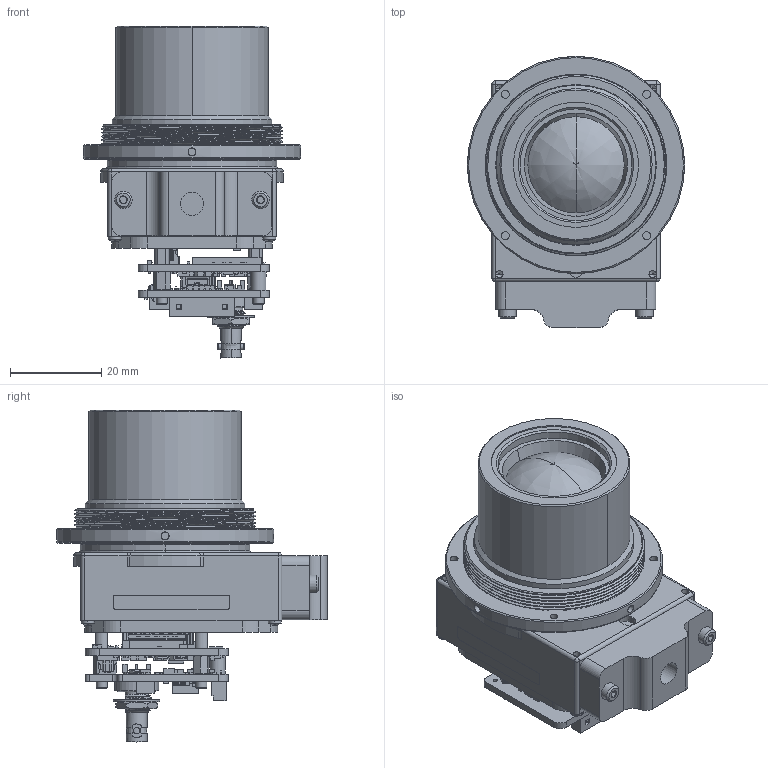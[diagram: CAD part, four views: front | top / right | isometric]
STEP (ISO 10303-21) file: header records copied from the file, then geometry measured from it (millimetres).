
FILE_DESCRIPTION (( 'STEP AP214' ), '1' );
FILE_NAME ('SL-D5-1326-A30 Mechanical ICD, Viento HD10 SDI, 25mm, RevA.STEP', '2024-06-20T15:54:37', ( '' ), ( '' ), 'SwSTEP 2.0', 'SolidWorks 2023', '' );
FILE_SCHEMA (( 'AUTOMOTIVE_DESIGN' ));
Length unit declared in the file: millimetre
Products named in the file (1): SL-D5-1326-A30 Mechanical ICD, Viento HD10 SDI, 25mm, RevA
Bounding box: 47.5 x 59.28 x 72.62 mm (x, y, z)
Volume: 59138.8 mm3; surface area: 27881.1 mm2
Topology: 13 solids, 17 shells, 2218 faces, 5670 edges, 3701 vertices
Faces by surface type: plane 1649, cylinder 340, cone 122, bspline 68, torus 27, sphere 12
Full cylindrical faces by diameter (mm): 0.351 x1, 0.6 x6, 0.864 x3, 1 x1, 1.112 x2, 1.191 x1, 1.2 x2, 1.524 x5, 1.6 x6, 1.727 x8, 1.8 x1, 1.9 x4, 2.4 x2, 2.438 x3, 3.3 x1, 3.8 x2, 5.105 x1, 9.7 x1, 10.21 x1, 24.459 x1, 27.4 x1, 33.2 x1, 33.999 x1, 34.9 x1, 47.498 x1
Entity records: 81757 total; most frequent: CARTESIAN_POINT 28677, ORIENTED_EDGE 11040, DIRECTION 10303, EDGE_CURVE 5520, VECTOR 4321, LINE 4321, VERTEX_POINT 3661, AXIS2_PLACEMENT_3D 2991
